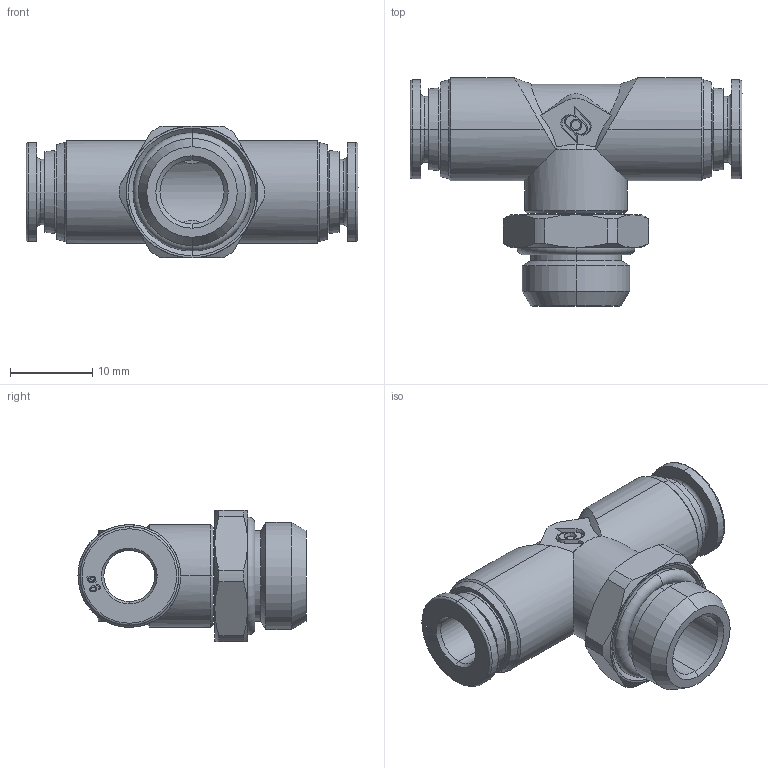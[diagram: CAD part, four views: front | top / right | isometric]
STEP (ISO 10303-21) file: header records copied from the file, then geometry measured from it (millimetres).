
FILE_DESCRIPTION (( 'STEP AP214' ), '1' );
FILE_NAME ('5921600009A.STEP', '2016-05-13T08:01:42', ( '' ), ( '' ), 'SwSTEP 2.0', 'SolidWorks 2016', '' );
FILE_SCHEMA (( 'AUTOMOTIVE_DESIGN' ));
Length unit declared in the file: millimetre
Products named in the file (1): 5921600009A
Bounding box: 40.4 x 27.75 x 16 mm (x, y, z)
Surface area: 3908.4 mm2 (no closed solid volume)
Topology: 0 solids, 12 shells, 256 faces, 659 edges, 430 vertices
Faces by surface type: plane 78, bspline 60, cone 59, cylinder 45, torus 14
Entity records: 13916 total; most frequent: CARTESIAN_POINT 5339, ORIENTED_EDGE 1240, DIRECTION 1031, EDGE_CURVE 659, VERTEX_POINT 430, AXIS2_PLACEMENT_3D 390, EDGE_LOOP 282, UNCERTAINTY_MEASURE_WITH_UNIT 258
